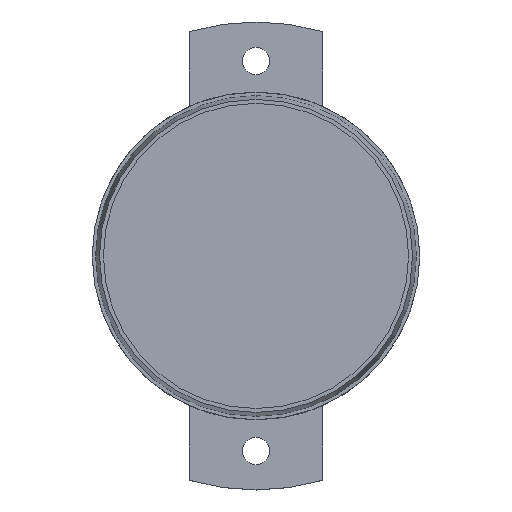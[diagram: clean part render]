
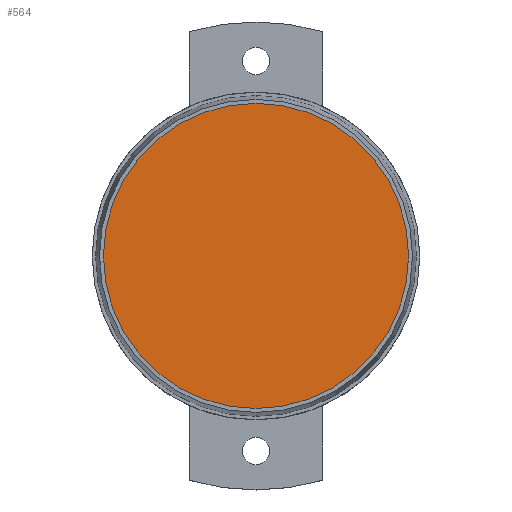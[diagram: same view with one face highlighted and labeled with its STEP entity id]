
A CAD part, top view. The second image highlights one B-rep face of the part: STEP entity #564.
In plain terms, the highlighted planar face has unit normal (0, 0, 1).
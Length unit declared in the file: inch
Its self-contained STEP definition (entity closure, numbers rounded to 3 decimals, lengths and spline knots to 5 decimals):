
#207=CARTESIAN_POINT('',(0.,0.,0.25787));
#208=DIRECTION('',(0.,0.,1.));
#209=DIRECTION('',(1.,0.,0.));
#210=AXIS2_PLACEMENT_3D('',#207,#208,#209);
#212=CARTESIAN_POINT('',(0.,0.,0.25787));
#213=DIRECTION('',(0.,0.,1.));
#214=DIRECTION('',(-1.,0.,0.));
#215=AXIS2_PLACEMENT_3D('',#212,#213,#214);
#309=CARTESIAN_POINT('',(0.77026,0.,0.25787));
#310=CARTESIAN_POINT('',(-0.77026,0.,0.25787));
#311=VERTEX_POINT('',#309);
#312=VERTEX_POINT('',#310);
#555=CARTESIAN_POINT('',(0.,0.,0.25787));
#556=DIRECTION('',(0.,0.,1.));
#557=DIRECTION('',(1.,0.,0.));
#558=AXIS2_PLACEMENT_3D('',#555,#556,#557);
#559=PLANE('',#558);
#560=ORIENTED_EDGE('',*,*,#535,.F.);
#561=ORIENTED_EDGE('',*,*,#549,.F.);
#562=EDGE_LOOP('',(#560,#561));
#563=FACE_OUTER_BOUND('',#562,.F.);
#564=ADVANCED_FACE('',(#563),#559,.T.);
#211=CIRCLE('',#210,0.77026);
#216=CIRCLE('',#215,0.77026);
#535=EDGE_CURVE('',#311,#312,#211,.T.);
#549=EDGE_CURVE('',#312,#311,#216,.T.);
